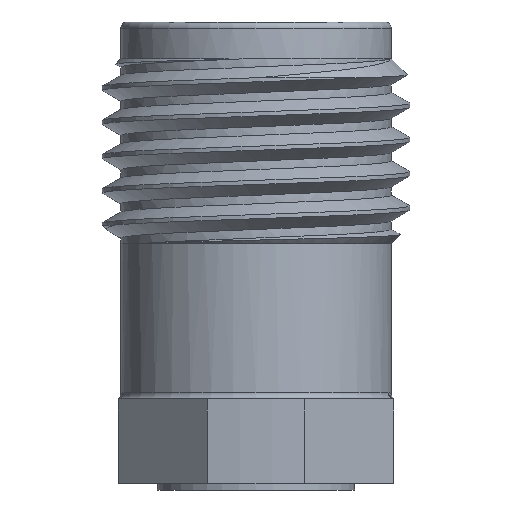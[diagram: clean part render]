
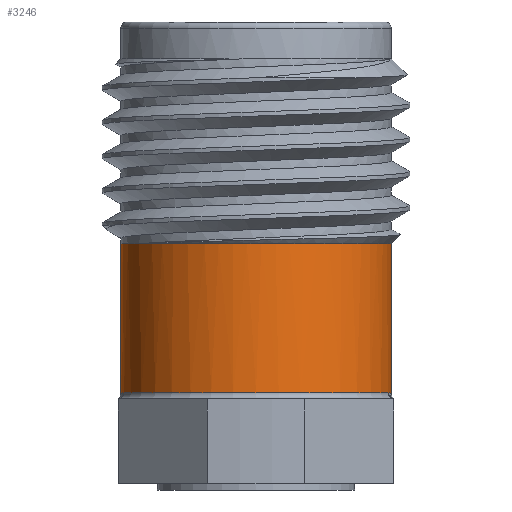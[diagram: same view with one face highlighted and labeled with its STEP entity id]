
A CAD part, front view. The second image highlights one B-rep face of the part: STEP entity #3246.
In plain terms, the highlighted cylindrical face has radius 2.791 mm (diameter 5.582 mm), a partial arc.
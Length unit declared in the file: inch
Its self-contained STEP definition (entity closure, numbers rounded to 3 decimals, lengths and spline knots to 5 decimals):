
#5 = VERTEX_POINT ( 'NONE', #90 ) ;
#7 = ORIENTED_EDGE ( 'NONE', *, *, #1485, .T. ) ;
#12 = CARTESIAN_POINT ( 'NONE',  ( -0.10988, 0., 0.195 ) ) ;
#23 = DIRECTION ( 'NONE',  ( 0., 0., 1. ) ) ;
#40 = CARTESIAN_POINT ( 'NONE',  ( -0.08883, -0.06578, 0.195 ) ) ;
#66 = CARTESIAN_POINT ( 'NONE',  ( -0.06304, -0.0908, 0.195 ) ) ;
#87 = CARTESIAN_POINT ( 'NONE',  ( 0.09454, -0.05728, 0.195 ) ) ;
#90 = CARTESIAN_POINT ( 'NONE',  ( 0.10989, 0., 0.195 ) ) ;
#100 = EDGE_LOOP ( 'NONE', ( #2489, #7, #2860, #1416, #368, #116, #1713 ) ) ;
#116 = ORIENTED_EDGE ( 'NONE', *, *, #1218, .F. ) ;
#120 = CARTESIAN_POINT ( 'NONE',  ( -0.10988, 0., 0.195 ) ) ;
#335 = CARTESIAN_POINT ( 'NONE',  ( 0.0513, -0.09791, 0.195 ) ) ;
#347 = CARTESIAN_POINT ( 'NONE',  ( -0.05271, -0.09716, 0.195 ) ) ;
#356 = VERTEX_POINT ( 'NONE', #120 ) ;
#361 = VERTEX_POINT ( 'NONE', #1448 ) ;
#366 = CARTESIAN_POINT ( 'NONE',  ( 0.10989, -0.01196, 0.195 ) ) ;
#368 = ORIENTED_EDGE ( 'NONE', *, *, #1624, .T. ) ;
#628 = EDGE_CURVE ( 'NONE', #2532, #3029, #2098, .T. ) ;
#709 = CARTESIAN_POINT ( 'NONE',  ( 0.10898, -0.0164, 0.074 ) ) ;
#721 = CARTESIAN_POINT ( 'NONE',  ( 0.10713, -0.02449, 0.074 ) ) ;
#748 = CARTESIAN_POINT ( 'NONE',  ( -0.1087, -0.01875, 0.19493 ) ) ;
#762 = B_SPLINE_CURVE_WITH_KNOTS ( 'NONE', 3,
 ( #2926, #40, #1350, #66, #347, #2947, #2205, #1659, #1617, #2697, #335, #1890, #2978, #87, #3239, #1359, #366, #1898 ),
 .UNSPECIFIED., .F., .F.,
 ( 4, 2, 2, 2, 2, 2, 2, 2, 4 ),
 ( 0.58419, 0.63616, 0.68814, 0.74012, 0.79209, 0.84407, 0.89605, 0.94802, 1. ),
 .UNSPECIFIED. ) ;
#997 = CARTESIAN_POINT ( 'NONE',  ( -0.10988, -0.00922, 0.19495 ) ) ;
#1032 = CARTESIAN_POINT ( 'NONE',  ( -0.10989, 0., 0.07308 ) ) ;
#1104 = DIRECTION ( 'NONE',  ( 1., 0., 0. ) ) ;
#1218 = EDGE_CURVE ( 'NONE', #1536, #5, #762, .T. ) ;
#1281 = CARTESIAN_POINT ( 'NONE',  ( -0.09993, -0.04673, 0.19497 ) ) ;
#1289 = DIRECTION ( 'NONE',  ( 0., 0., 1. ) ) ;
#1350 = CARTESIAN_POINT ( 'NONE',  ( -0.0811, -0.07511, 0.195 ) ) ;
#1359 = CARTESIAN_POINT ( 'NONE',  ( 0.10792, -0.02392, 0.195 ) ) ;
#1416 = ORIENTED_EDGE ( 'NONE', *, *, #628, .T. ) ;
#1448 = CARTESIAN_POINT ( 'NONE',  ( -0.10713, -0.02449, 0.074 ) ) ;
#1467 = AXIS2_PLACEMENT_3D ( 'NONE', #1819, #1289, #3126 ) ;
#1474 = CIRCLE ( 'NONE', #1467, 0.10989 ) ;
#1485 = EDGE_CURVE ( 'NONE', #3041, #361, #1887, .T. ) ;
#1536 = VERTEX_POINT ( 'NONE', #1820 ) ;
#1562 = EDGE_CURVE ( 'NONE', #356, #1536, #2152, .T. ) ;
#1617 = CARTESIAN_POINT ( 'NONE',  ( 0.01718, -0.1092, 0.195 ) ) ;
#1624 = EDGE_CURVE ( 'NONE', #3029, #5, #2020, .T. ) ;
#1648 = CARTESIAN_POINT ( 'NONE',  ( 0., 0., -0.24181 ) ) ;
#1659 = CARTESIAN_POINT ( 'NONE',  ( 0.00512, -0.11042, 0.195 ) ) ;
#1713 = ORIENTED_EDGE ( 'NONE', *, *, #1562, .F. ) ;
#1798 = CARTESIAN_POINT ( 'NONE',  ( -0.10713, -0.02449, 0.074 ) ) ;
#1819 = CARTESIAN_POINT ( 'NONE',  ( 0., 0., 0.074 ) ) ;
#1820 = CARTESIAN_POINT ( 'NONE',  ( -0.09487, -0.05545, 0.195 ) ) ;
#1887 = B_SPLINE_CURVE_WITH_KNOTS ( 'NONE', 3,
 ( #1032, #2894, #2850, #1798 ),
 .UNSPECIFIED., .F., .F.,
 ( 4, 4 ),
 ( 0.00063, 0.00125 ),
 .UNSPECIFIED. ) ;
#1890 = CARTESIAN_POINT ( 'NONE',  ( 0.07117, -0.08458, 0.195 ) ) ;
#1898 = CARTESIAN_POINT ( 'NONE',  ( 0.10989, 0., 0.195 ) ) ;
#1963 = EDGE_CURVE ( 'NONE', #3041, #356, #3310, .T. ) ;
#2020 = LINE ( 'NONE', #2140, #2322 ) ;
#2063 = CARTESIAN_POINT ( 'NONE',  ( -0.09487, -0.05545, 0.195 ) ) ;
#2069 = CARTESIAN_POINT ( 'NONE',  ( -0.10989, 0., -0.24181 ) ) ;
#2098 = B_SPLINE_CURVE_WITH_KNOTS ( 'NONE', 3,
 ( #721, #709, #2540, #3086 ),
 .UNSPECIFIED., .F., .F.,
 ( 4, 4 ),
 ( 0., 0.00063 ),
 .UNSPECIFIED. ) ;
#2101 = CARTESIAN_POINT ( 'NONE',  ( 0.10713, -0.02449, 0.074 ) ) ;
#2140 = CARTESIAN_POINT ( 'NONE',  ( 0.10989, 0., -0.24181 ) ) ;
#2152 = B_SPLINE_CURVE_WITH_KNOTS ( 'NONE', 3,
 ( #12, #997, #748, #2576, #1281, #2063 ),
 .UNSPECIFIED., .F., .F.,
 ( 4, 2, 4 ),
 ( 0.66434, 0.83217, 1. ),
 .UNSPECIFIED. ) ;
#2205 = CARTESIAN_POINT ( 'NONE',  ( -0.01876, -0.10893, 0.195 ) ) ;
#2211 = DIRECTION ( 'NONE',  ( 0., 0., 1. ) ) ;
#2322 = VECTOR ( 'NONE', #23, 39.37008 ) ;
#2489 = ORIENTED_EDGE ( 'NONE', *, *, #1963, .F. ) ;
#2532 = VERTEX_POINT ( 'NONE', #2101 ) ;
#2540 = CARTESIAN_POINT ( 'NONE',  ( 0.10989, -0.00825, 0.07308 ) ) ;
#2576 = CARTESIAN_POINT ( 'NONE',  ( -0.10373, -0.03752, 0.19494 ) ) ;
#2592 = CARTESIAN_POINT ( 'NONE',  ( -0.10989, 0., 0.07308 ) ) ;
#2696 = CYLINDRICAL_SURFACE ( 'NONE', #3306, 0.10989 ) ;
#2697 = CARTESIAN_POINT ( 'NONE',  ( 0.04027, -0.10294, 0.195 ) ) ;
#2755 = VECTOR ( 'NONE', #3147, 39.37008 ) ;
#2850 = CARTESIAN_POINT ( 'NONE',  ( -0.10896, -0.01644, 0.074 ) ) ;
#2860 = ORIENTED_EDGE ( 'NONE', *, *, #3023, .T. ) ;
#2877 = CARTESIAN_POINT ( 'NONE',  ( 0.10989, 0., 0.07308 ) ) ;
#2894 = CARTESIAN_POINT ( 'NONE',  ( -0.10989, -0.00819, 0.07308 ) ) ;
#2926 = CARTESIAN_POINT ( 'NONE',  ( -0.09487, -0.05545, 0.195 ) ) ;
#2947 = CARTESIAN_POINT ( 'NONE',  ( -0.03057, -0.10623, 0.195 ) ) ;
#2978 = CARTESIAN_POINT ( 'NONE',  ( 0.08, -0.07628, 0.195 ) ) ;
#3023 = EDGE_CURVE ( 'NONE', #361, #2532, #1474, .T. ) ;
#3029 = VERTEX_POINT ( 'NONE', #2877 ) ;
#3041 = VERTEX_POINT ( 'NONE', #2592 ) ;
#3086 = CARTESIAN_POINT ( 'NONE',  ( 0.10989, 0., 0.07308 ) ) ;
#3126 = DIRECTION ( 'NONE',  ( -1., 0., 0. ) ) ;
#3147 = DIRECTION ( 'NONE',  ( 0., 0., 1. ) ) ;
#3239 = CARTESIAN_POINT ( 'NONE',  ( 0.10024, -0.04658, 0.195 ) ) ;
#3246 = ADVANCED_FACE ( 'NONE', ( #3410 ), #2696, .T. ) ;
#3306 = AXIS2_PLACEMENT_3D ( 'NONE', #1648, #2211, #1104 ) ;
#3310 = LINE ( 'NONE', #2069, #2755 ) ;
#3410 = FACE_OUTER_BOUND ( 'NONE', #100, .T. ) ;
